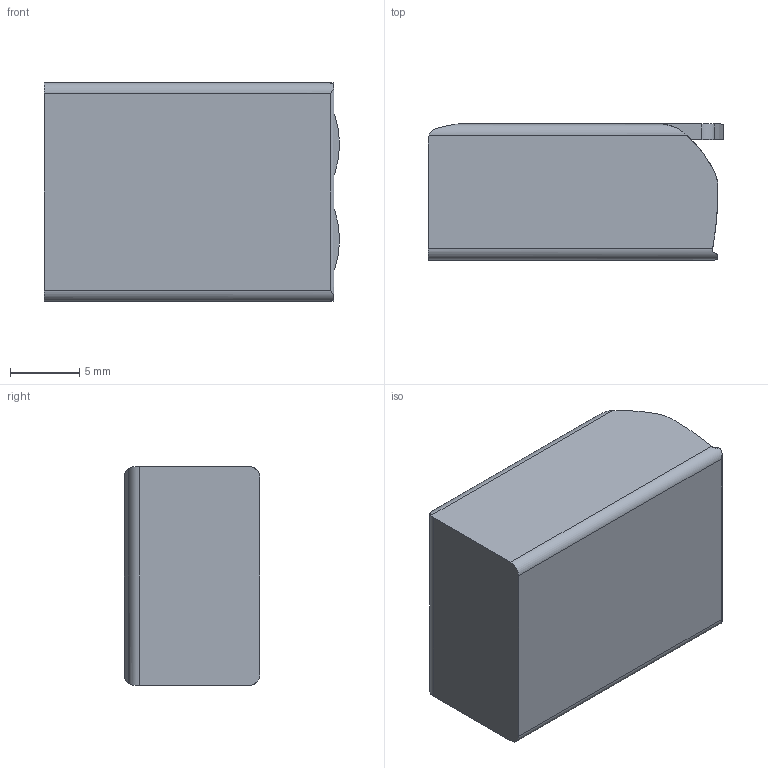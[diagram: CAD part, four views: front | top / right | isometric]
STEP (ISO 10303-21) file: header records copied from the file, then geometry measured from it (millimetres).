
FILE_DESCRIPTION (( 'STEP AP203' ), '1' );
FILE_NAME ('221-612.step', '2024-11-06T21:09:01', ( '' ), ( '' ), 'SwSTEP 2.0', 'SolidWorks 2023', '' );
FILE_SCHEMA (( 'CONFIG_CONTROL_DESIGN' ));
Length unit declared in the file: millimetre
Products named in the file (1): 221-612
Bounding box: 21.3 x 9.8 x 15.8 mm (x, y, z)
Volume: 2965.9 mm3; surface area: 1740.6 mm2
Topology: 1 solids, 1 shells, 125 faces, 369 edges, 246 vertices
Faces by surface type: plane 72, cylinder 53
Entity records: 4528 total; most frequent: CARTESIAN_POINT 1127, ORIENTED_EDGE 738, DIRECTION 655, EDGE_CURVE 369, VERTEX_POINT 246, LINE 231, VECTOR 231, AXIS2_PLACEMENT_3D 212
